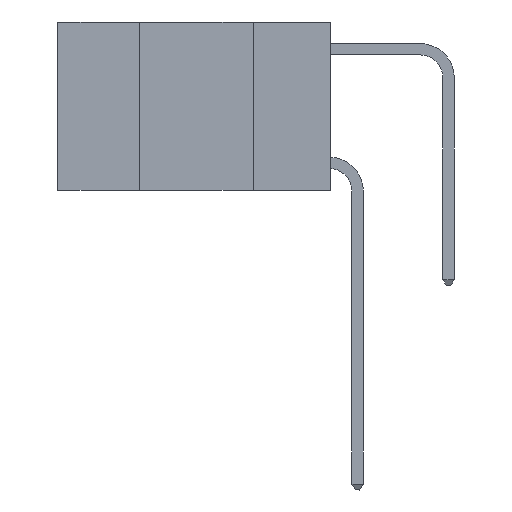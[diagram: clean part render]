
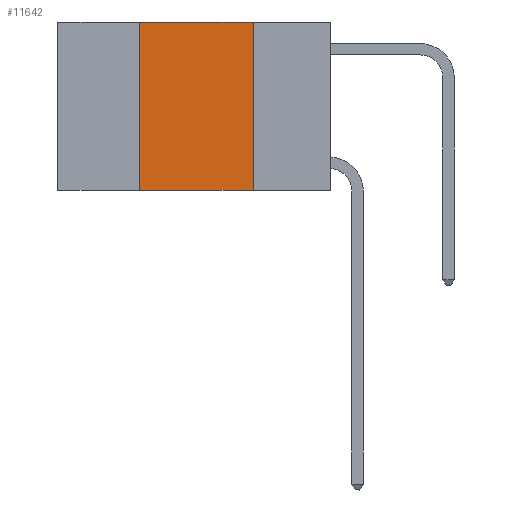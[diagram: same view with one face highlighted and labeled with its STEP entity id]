
A CAD part, left-side view. The second image highlights one B-rep face of the part: STEP entity #11642.
In plain terms, the highlighted planar face has unit normal (-1, 0, 0).
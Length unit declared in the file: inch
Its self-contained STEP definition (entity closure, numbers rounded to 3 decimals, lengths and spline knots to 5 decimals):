
#550 = CARTESIAN_POINT ( 'NONE',  ( 0., 0.17, 0. ) ) ;
#885 = LINE ( 'NONE', #4288, #12384 ) ;
#1420 = VERTEX_POINT ( 'NONE', #1936 ) ;
#1829 = EDGE_CURVE ( 'NONE', #12674, #1420, #2655, .T. ) ;
#1936 = CARTESIAN_POINT ( 'NONE',  ( 0., 0.42, 0. ) ) ;
#2547 = PLANE ( 'NONE',  #6679 ) ;
#2599 = VERTEX_POINT ( 'NONE', #13462 ) ;
#2655 = LINE ( 'NONE', #13145, #2811 ) ;
#2662 = DIRECTION ( 'NONE',  ( 0., -1., 0. ) ) ;
#2719 = VECTOR ( 'NONE', #12018, 39.37008 ) ;
#2811 = VECTOR ( 'NONE', #14259, 39.37008 ) ;
#3306 = CARTESIAN_POINT ( 'NONE',  ( 0., 0.17, 0. ) ) ;
#3689 = DIRECTION ( 'NONE',  ( 0., 0., -1. ) ) ;
#3759 = ORIENTED_EDGE ( 'NONE', *, *, #11977, .T. ) ;
#4288 = CARTESIAN_POINT ( 'NONE',  ( 0., 0.6, -0.37 ) ) ;
#5163 = ORIENTED_EDGE ( 'NONE', *, *, #6283, .F. ) ;
#6010 = VERTEX_POINT ( 'NONE', #3306 ) ;
#6283 = EDGE_CURVE ( 'NONE', #1420, #6010, #13666, .T. ) ;
#6679 = AXIS2_PLACEMENT_3D ( 'NONE', #9426, #10580, #3689 ) ;
#7899 = ORIENTED_EDGE ( 'NONE', *, *, #11815, .F. ) ;
#8348 = VECTOR ( 'NONE', #2662, 39.37008 ) ;
#8765 = EDGE_LOOP ( 'NONE', ( #7899, #5163, #12648, #3759 ) ) ;
#8962 = CARTESIAN_POINT ( 'NONE',  ( 0., 0.42, -0.37 ) ) ;
#9426 = CARTESIAN_POINT ( 'NONE',  ( 0., 0.6, 0. ) ) ;
#9532 = CARTESIAN_POINT ( 'NONE',  ( 0., 0.6, 0. ) ) ;
#10580 = DIRECTION ( 'NONE',  ( 1., 0., 0. ) ) ;
#11322 = FACE_OUTER_BOUND ( 'NONE', #8765, .T. ) ;
#11642 = ADVANCED_FACE ( 'NONE', ( #11322 ), #2547, .F. ) ;
#11815 = EDGE_CURVE ( 'NONE', #6010, #2599, #11851, .T. ) ;
#11851 = LINE ( 'NONE', #550, #2719 ) ;
#11977 = EDGE_CURVE ( 'NONE', #12674, #2599, #885, .T. ) ;
#12018 = DIRECTION ( 'NONE',  ( 0., 0., -1. ) ) ;
#12384 = VECTOR ( 'NONE', #13439, 39.37008 ) ;
#12648 = ORIENTED_EDGE ( 'NONE', *, *, #1829, .F. ) ;
#12674 = VERTEX_POINT ( 'NONE', #8962 ) ;
#13145 = CARTESIAN_POINT ( 'NONE',  ( 0., 0.42, 0. ) ) ;
#13439 = DIRECTION ( 'NONE',  ( 0., -1., 0. ) ) ;
#13462 = CARTESIAN_POINT ( 'NONE',  ( 0., 0.17, -0.37 ) ) ;
#13666 = LINE ( 'NONE', #9532, #8348 ) ;
#14259 = DIRECTION ( 'NONE',  ( 0., 0., 1. ) ) ;
